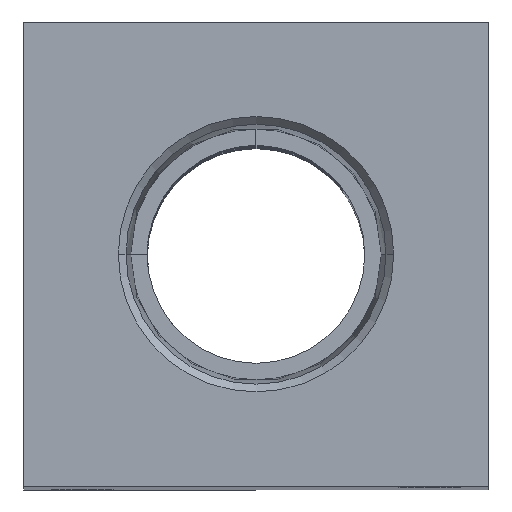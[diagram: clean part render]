
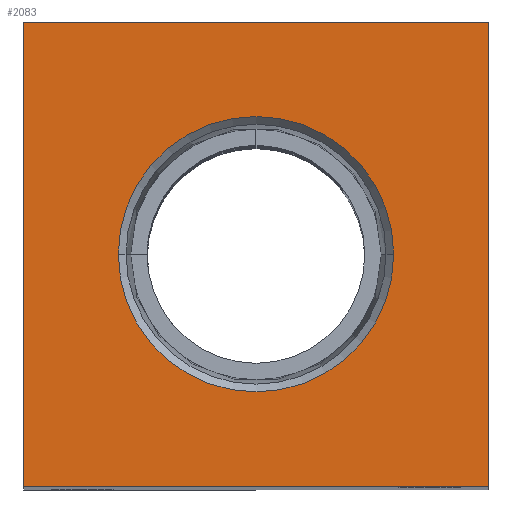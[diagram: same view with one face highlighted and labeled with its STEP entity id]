
A CAD part, top view. The second image highlights one B-rep face of the part: STEP entity #2083.
In plain terms, the highlighted planar face has unit normal (0, 0, 1).
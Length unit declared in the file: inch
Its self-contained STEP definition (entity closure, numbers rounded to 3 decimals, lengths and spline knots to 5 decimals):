
#118 = CARTESIAN_POINT ( 'NONE',  ( -0.75, -0.75, 3.375 ) ) ;
#199 = CARTESIAN_POINT ( 'NONE',  ( 0., 0., 3.375 ) ) ;
#200 = EDGE_CURVE ( 'NONE', #4264, #2485, #2718, .T. ) ;
#599 = DIRECTION ( 'NONE',  ( 1., 0., 0. ) ) ;
#656 = DIRECTION ( 'NONE',  ( -1., 0., 0. ) ) ;
#671 = CIRCLE ( 'NONE', #3154, 0.44487 ) ;
#794 = VERTEX_POINT ( 'NONE', #1099 ) ;
#943 = VERTEX_POINT ( 'NONE', #3285 ) ;
#1075 = ORIENTED_EDGE ( 'NONE', *, *, #200, .T. ) ;
#1099 = CARTESIAN_POINT ( 'NONE',  ( -0.75, 0.75, 3.375 ) ) ;
#1317 = CARTESIAN_POINT ( 'NONE',  ( 0.75, -0.75, 3.375 ) ) ;
#1355 = CARTESIAN_POINT ( 'NONE',  ( 0., 0., 3.375 ) ) ;
#1431 = VECTOR ( 'NONE', #4131, 39.37008 ) ;
#1467 = CARTESIAN_POINT ( 'NONE',  ( -0.75, -0.75, 3.375 ) ) ;
#1485 = AXIS2_PLACEMENT_3D ( 'NONE', #4676, #2299, #5078 ) ;
#1558 = LINE ( 'NONE', #1467, #4736 ) ;
#1783 = DIRECTION ( 'NONE',  ( 1., 0., 0. ) ) ;
#1949 = VECTOR ( 'NONE', #656, 39.37008 ) ;
#1966 = DIRECTION ( 'NONE',  ( 0., 1., 0. ) ) ;
#1975 = CARTESIAN_POINT ( 'NONE',  ( 0.75, -0.75, 3.375 ) ) ;
#2083 = ADVANCED_FACE ( 'NONE', ( #4689, #4810 ), #4272, .T. ) ;
#2299 = DIRECTION ( 'NONE',  ( 0., 0., 1. ) ) ;
#2485 = VERTEX_POINT ( 'NONE', #3367 ) ;
#2539 = CARTESIAN_POINT ( 'NONE',  ( 0.75, -0.75, 3.375 ) ) ;
#2555 = EDGE_CURVE ( 'NONE', #2485, #794, #3029, .T. ) ;
#2603 = ORIENTED_EDGE ( 'NONE', *, *, #2945, .F. ) ;
#2604 = EDGE_LOOP ( 'NONE', ( #3228, #4294, #1075, #3476 ) ) ;
#2718 = LINE ( 'NONE', #2539, #3742 ) ;
#2852 = VERTEX_POINT ( 'NONE', #118 ) ;
#2945 = EDGE_CURVE ( 'NONE', #943, #3457, #3873, .T. ) ;
#3029 = LINE ( 'NONE', #5050, #1949 ) ;
#3034 = DIRECTION ( 'NONE',  ( 0., 0., 1. ) ) ;
#3121 = CARTESIAN_POINT ( 'NONE',  ( 0.44487, 0., 3.375 ) ) ;
#3154 = AXIS2_PLACEMENT_3D ( 'NONE', #1355, #4153, #1783 ) ;
#3166 = ORIENTED_EDGE ( 'NONE', *, *, #4903, .F. ) ;
#3228 = ORIENTED_EDGE ( 'NONE', *, *, #4625, .T. ) ;
#3285 = CARTESIAN_POINT ( 'NONE',  ( -0.44487, 0., 3.375 ) ) ;
#3367 = CARTESIAN_POINT ( 'NONE',  ( 0.75, 0.75, 3.375 ) ) ;
#3457 = VERTEX_POINT ( 'NONE', #3121 ) ;
#3476 = ORIENTED_EDGE ( 'NONE', *, *, #2555, .T. ) ;
#3720 = EDGE_LOOP ( 'NONE', ( #3166, #2603 ) ) ;
#3742 = VECTOR ( 'NONE', #1966, 39.37008 ) ;
#3873 = CIRCLE ( 'NONE', #4222, 0.44487 ) ;
#4063 = EDGE_CURVE ( 'NONE', #2852, #4264, #4620, .T. ) ;
#4131 = DIRECTION ( 'NONE',  ( 1., 0., 0. ) ) ;
#4153 = DIRECTION ( 'NONE',  ( 0., 0., 1. ) ) ;
#4222 = AXIS2_PLACEMENT_3D ( 'NONE', #199, #3034, #599 ) ;
#4261 = DIRECTION ( 'NONE',  ( 0., -1., 0. ) ) ;
#4264 = VERTEX_POINT ( 'NONE', #1975 ) ;
#4272 = PLANE ( 'NONE',  #1485 ) ;
#4294 = ORIENTED_EDGE ( 'NONE', *, *, #4063, .T. ) ;
#4620 = LINE ( 'NONE', #1317, #1431 ) ;
#4625 = EDGE_CURVE ( 'NONE', #794, #2852, #1558, .T. ) ;
#4676 = CARTESIAN_POINT ( 'NONE',  ( 0., 0., 3.375 ) ) ;
#4689 = FACE_BOUND ( 'NONE', #3720, .T. ) ;
#4736 = VECTOR ( 'NONE', #4261, 39.37008 ) ;
#4810 = FACE_OUTER_BOUND ( 'NONE', #2604, .T. ) ;
#4903 = EDGE_CURVE ( 'NONE', #3457, #943, #671, .T. ) ;
#5050 = CARTESIAN_POINT ( 'NONE',  ( 0.75, 0.75, 3.375 ) ) ;
#5078 = DIRECTION ( 'NONE',  ( 1., 0., 0. ) ) ;
